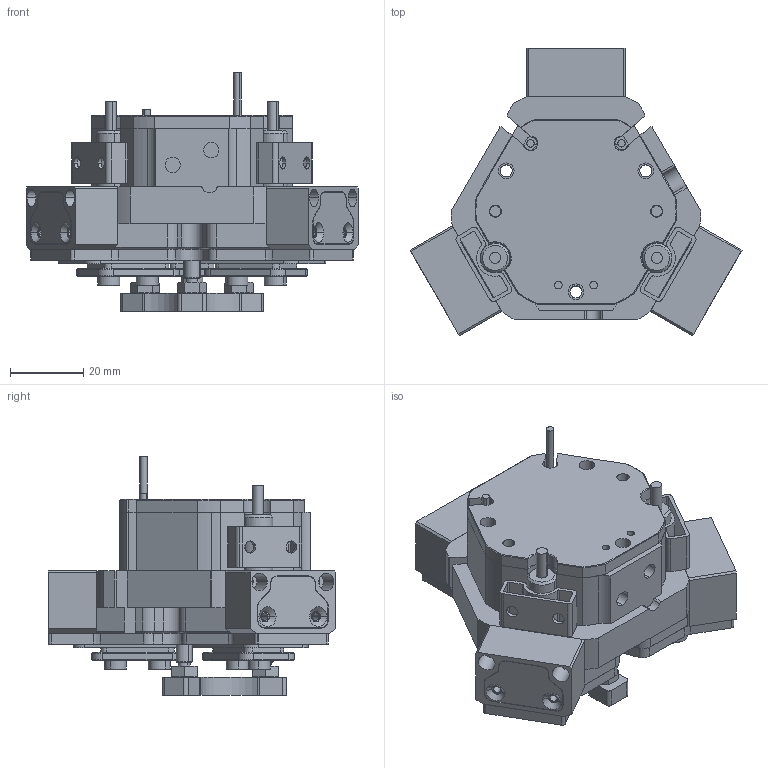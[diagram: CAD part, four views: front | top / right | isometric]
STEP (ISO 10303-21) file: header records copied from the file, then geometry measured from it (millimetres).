
FILE_DESCRIPTION (( 'STEP AP203' ), '1' );
FILE_NAME ('FZ34-68-C18-P.STEP', '2025-01-14T09:03:54', ( 'USER-' ), ( 'Microsoft' ), 'SwSTEP 2.0', 'SolidWorks 2018', '' );
FILE_SCHEMA (( 'CONFIG_CONTROL_DESIGN' ));
Length unit declared in the file: millimetre
Products named in the file (21): 揤輸杅耀.sldasm-Part-9; TZT34-68-M-09 芢裝; FZ34-68-C18-P; TZT34-68-M-14 忒硌薊啣; 8x18諉輪羲壽; M4蹟譫尨砩; TZT34-68-M-02 喘倛賑輸; TZT34-68-M-05 菁裔啣; TZT34-68-M-01 褲极; TZT34-68-M-12耜猾极; ﾏ擎ﾗ6｡ﾁ4｡ﾁ5; 16x8-R1.5; TZT34-68-M-08 芢啣; TZT34-68-M-11奻葡裔啣; 20241021-M3 換覜ん揤輸蛌; FZ34-68-C18; TZT34-68-M-13移动挡板(默认); 揤輸蚾饜极; TZT42-78-M-15 耜猾苤裔; 埴翐芛_GB_FASTENER_SCREWS_HSHCS M2X8-N; 棠羲換覜ん
Assembly tree (51 placements, depth 4):
  FZ34-68-C18-P
    TZT34-68-M-12耜猾极  x3
    TZT42-78-M-15 耜猾苤裔  x3
    TZT34-68-M-11奻葡裔啣
    TZT34-68-M-14 忒硌薊啣  x3
    TZT34-68-M-13移动挡板(默认)  x3
    FZ34-68-C18
      TZT34-68-M-01 褲极
      TZT34-68-M-05 菁裔啣
      TZT34-68-M-02 喘倛賑輸  x3
      8x18諉輪羲壽  x2
      TZT34-68-M-09 芢裝  x3
      TZT34-68-M-08 芢啣
      20241021-M3 換覜ん揤輸蛌  x2
      M4蹟譫尨砩  x3
      16x8-R1.5
      揤輸蚾饜极  x3
        揤輸杅耀.sldasm-Part-9
        埴翐芛_GB_FASTENER_SCREWS_HSHCS M2X8-N
      棠羲換覜ん  x2
      ﾏ擎ﾗ6｡ﾁ4｡ﾁ5  x6
    ﾏ擎ﾗ6｡ﾁ4｡ﾁ5  x6
Bounding box: 90.58 x 78.44 x 65.19 mm (x, y, z)
Volume: 114587.1 mm3; surface area: 69261.3 mm2
Topology: 53 solids, 55 shells, 2452 faces, 6282 edges, 3981 vertices
Faces by surface type: plane 1137, cylinder 765, cone 383, bspline 155, torus 12
Entity records: 53233 total; most frequent: CARTESIAN_POINT 14379, ORIENTED_EDGE 7588, DIRECTION 7148, EDGE_CURVE 3794, VERTEX_POINT 2464, VECTOR 2434, LINE 2434, AXIS2_PLACEMENT_3D 2357
